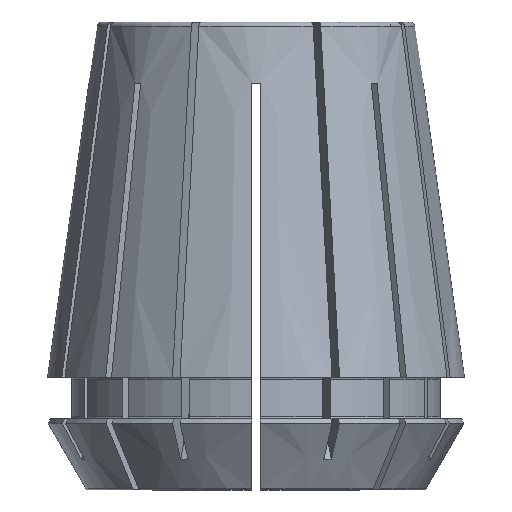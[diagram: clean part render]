
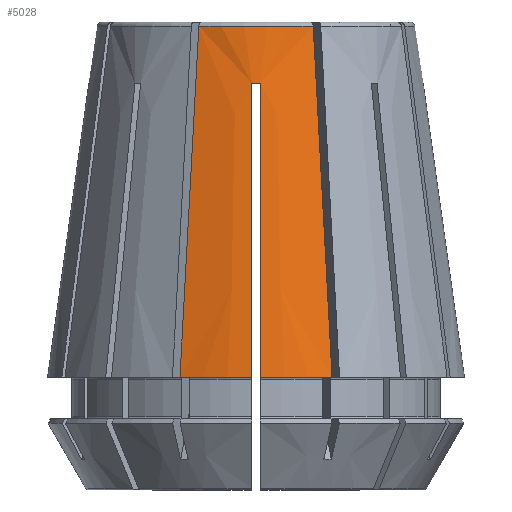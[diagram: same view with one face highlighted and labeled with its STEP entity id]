
A CAD part, left-side view. The second image highlights one B-rep face of the part: STEP entity #5028.
In plain terms, the highlighted conical face has half-angle 8 degrees and reference radius 20.5 mm.
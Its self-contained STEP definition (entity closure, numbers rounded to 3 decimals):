
#782=CONICAL_SURFACE('',#5501,20.5,0.14);
#915=CIRCLE('',#5343,16.438);
#962=CIRCLE('',#5432,15.656);
#999=CIRCLE('',#5500,20.5);
#1000=CIRCLE('',#5502,20.5);
#1767=ORIENTED_EDGE('',*,*,#2935,.F.);
#1768=ORIENTED_EDGE('',*,*,#3234,.T.);
#1769=ORIENTED_EDGE('',*,*,#3235,.F.);
#1770=ORIENTED_EDGE('',*,*,#2960,.F.);
#1771=ORIENTED_EDGE('',*,*,#2947,.T.);
#1772=ORIENTED_EDGE('',*,*,#3236,.T.);
#1773=ORIENTED_EDGE('',*,*,#3237,.T.);
#1774=ORIENTED_EDGE('',*,*,#3156,.F.);
#2935=EDGE_CURVE('',#3720,#3721,#4126,.T.);
#2947=EDGE_CURVE('',#3731,#3732,#4130,.T.);
#2960=EDGE_CURVE('',#3731,#3741,#915,.T.);
#3156=EDGE_CURVE('',#3721,#3894,#962,.T.);
#3234=EDGE_CURVE('',#3720,#3936,#999,.T.);
#3235=EDGE_CURVE('',#3741,#3936,#4206,.T.);
#3236=EDGE_CURVE('',#3732,#3937,#1000,.T.);
#3237=EDGE_CURVE('',#3937,#3894,#4207,.T.);
#3720=VERTEX_POINT('',#7831);
#3721=VERTEX_POINT('',#7836);
#3731=VERTEX_POINT('',#7876);
#3732=VERTEX_POINT('',#7877);
#3741=VERTEX_POINT('',#7910);
#3894=VERTEX_POINT('',#8464);
#3936=VERTEX_POINT('',#8677);
#3937=VERTEX_POINT('',#8688);
#4126=B_SPLINE_CURVE_WITH_KNOTS('',3,(#7832,#7833,#7834,#7835),
 .UNSPECIFIED.,.F.,.F.,(4,4),(0.,0.035),
 .UNSPECIFIED.);
#4130=B_SPLINE_CURVE_WITH_KNOTS('',3,(#7869,#7870,#7871,#7872,#7873,#7874,
#7875),.UNSPECIFIED.,.F.,.F.,(4,3,4),(0.026,0.03,
0.056),.UNSPECIFIED.);
#4206=B_SPLINE_CURVE_WITH_KNOTS('',3,(#8680,#8681,#8682,#8683,#8684,#8685,
#8686),.UNSPECIFIED.,.F.,.F.,(4,3,4),(0.026,0.03,
0.056),.UNSPECIFIED.);
#4207=B_SPLINE_CURVE_WITH_KNOTS('',3,(#8689,#8690,#8691,#8692),
 .UNSPECIFIED.,.F.,.F.,(4,4),(0.,0.035),
 .UNSPECIFIED.);
#4412=EDGE_LOOP('',(#1767,#1768,#1769,#1770,#1771,#1772,#1773,#1774));
#4684=FACE_BOUND('',#4412,.T.);
#5028=ADVANCED_FACE('',(#4684),#782,.T.);
#5343=AXIS2_PLACEMENT_3D('',#7909,#6130,#6131);
#5432=AXIS2_PLACEMENT_3D('',#8463,#6406,#6407);
#5500=AXIS2_PLACEMENT_3D('',#8678,#6562,#6563);
#5501=AXIS2_PLACEMENT_3D('',#8679,#6564,#6565);
#5502=AXIS2_PLACEMENT_3D('',#8687,#6566,#6567);
#6130=DIRECTION('',(0.,0.,-1.));
#6131=DIRECTION('',(-1.,0.,0.));
#6406=DIRECTION('',(0.,0.,1.));
#6407=DIRECTION('',(1.,0.,0.));
#6562=DIRECTION('',(0.,0.,1.));
#6563=DIRECTION('',(1.,0.,0.));
#6564=DIRECTION('',(0.,0.,-1.));
#6565=DIRECTION('',(-1.,0.,0.));
#6566=DIRECTION('',(0.,0.,1.));
#6567=DIRECTION('',(1.,0.,0.));
#7831=CARTESIAN_POINT('',(-19.089,7.474,11.3));
#7832=CARTESIAN_POINT('',(-19.089,7.474,11.3));
#7833=CARTESIAN_POINT('',(-17.597,6.856,22.79));
#7834=CARTESIAN_POINT('',(-16.105,6.238,34.28));
#7835=CARTESIAN_POINT('',(-14.612,5.62,45.77));
#7836=CARTESIAN_POINT('',(-14.612,5.62,45.77));
#7869=CARTESIAN_POINT('',(-16.434,-0.4,40.2));
#7870=CARTESIAN_POINT('',(-16.589,-0.4,39.091));
#7871=CARTESIAN_POINT('',(-16.745,-0.4,37.982));
#7872=CARTESIAN_POINT('',(-16.901,-0.4,36.872));
#7873=CARTESIAN_POINT('',(-18.1,-0.4,28.348));
#7874=CARTESIAN_POINT('',(-19.298,-0.4,19.824));
#7875=CARTESIAN_POINT('',(-20.496,-0.4,11.3));
#7876=CARTESIAN_POINT('',(-16.434,-0.4,40.2));
#7877=CARTESIAN_POINT('',(-20.496,-0.4,11.3));
#7909=CARTESIAN_POINT('',(0.,0.,40.2));
#7910=CARTESIAN_POINT('',(-16.434,0.4,40.2));
#8463=CARTESIAN_POINT('',(0.,0.,45.77));
#8464=CARTESIAN_POINT('',(-14.612,-5.62,45.77));
#8677=CARTESIAN_POINT('',(-20.496,0.4,11.3));
#8678=CARTESIAN_POINT('',(0.,0.,11.3));
#8679=CARTESIAN_POINT('',(0.,0.,11.3));
#8680=CARTESIAN_POINT('',(-16.434,0.4,40.2));
#8681=CARTESIAN_POINT('',(-16.589,0.4,39.091));
#8682=CARTESIAN_POINT('',(-16.745,0.4,37.982));
#8683=CARTESIAN_POINT('',(-16.901,0.4,36.872));
#8684=CARTESIAN_POINT('',(-18.1,0.4,28.348));
#8685=CARTESIAN_POINT('',(-19.298,0.4,19.824));
#8686=CARTESIAN_POINT('',(-20.496,0.4,11.3));
#8687=CARTESIAN_POINT('',(0.,0.,11.3));
#8688=CARTESIAN_POINT('',(-19.089,-7.474,11.3));
#8689=CARTESIAN_POINT('',(-19.089,-7.474,11.3));
#8690=CARTESIAN_POINT('',(-17.597,-6.856,22.79));
#8691=CARTESIAN_POINT('',(-16.105,-6.238,34.28));
#8692=CARTESIAN_POINT('',(-14.612,-5.62,45.77));
